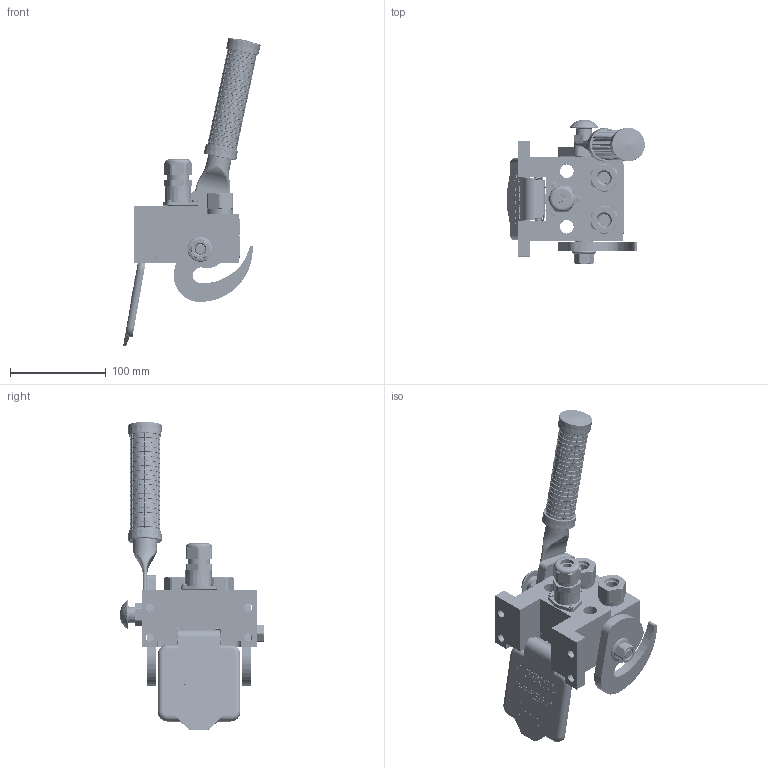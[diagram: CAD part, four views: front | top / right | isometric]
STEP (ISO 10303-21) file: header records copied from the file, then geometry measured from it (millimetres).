
FILE_DESCRIPTION (( 'STEP AP214' ), '1' );
FILE_NAME ('FASTER.step', '2023-08-15T12:33:13', ( '' ), ( '' ), 'SwSTEP 2.0', 'SolidWorks 2017', '' );
FILE_SCHEMA (( 'AUTOMOTIVE_DESIGN' ));
Length unit declared in the file: millimetre
Products named in the file (36): 4820_024_1003_000; 4830_044_0000_000; 4830_025_1000_000; 4830_025_0000_001; corpospel08-3f; CURS_MOLLA_38; 4820_024_1001_020; 4820_001_0001_004; 2ffnb38-38saef; A_2ffnb38-38saef; 4241_072_0000_200; 4820_024_1001_010; 4830_022_0000_011; 4820_020_0000_001; 4820_001_0004_000; 4830_025_2000_000; 4820_024_1001_021; sicura_p5; 0048_042_0412_000; 1540_080_0012_000; or1_5x7_m; 4820_024_1002_011; 4820_024_1003_000_ASM; 4830_001_0005_301; 4830_001_0005_300; conn_3p_f; or2x18; P306_F_BASE; 4830_046_0000_000; et011; 4132_072_0000_300; 4850_024_0000_012; FASTER; 4132_014_0000_000; 4830_070_0000_001
Assembly tree (39 placements, depth 4):
  FASTER
    P306_F_BASE
      4820_020_0000_001
      4820_001_0001_004
      4820_001_0004_000
      4830_001_0005_300
      4830_001_0005_301
      4830_025_1000_000
      4830_022_0000_011
      4830_070_0000_001
    conn_3p_f
      corpospel08-3f
      4830_044_0000_000  x3
      4830_046_0000_000
      4241_072_0000_200
    A_2ffnb38-38saef  x2
      CURS_MOLLA_38
        4132_072_0000_300
        4132_014_0000_000
      2ffnb38-38saef
        2ffnb38-38saef
    4820_024_1003_000
      4820_024_1003_000_ASM
        4820_024_1001_010
        4820_024_1001_021
        4820_024_1002_011
      sicura_p5
        4830_025_0000_001
        or1_5x7_m
        0048_042_0412_000
      4820_024_1001_020
      1540_080_0012_000
      4850_024_0000_012
      4830_025_2000_000
      or2x18  x2
    et011
Bounding box: 143.61 x 151.03 x 321.66 mm (x, y, z)
Volume: 183002 mm3; surface area: 250774.3 mm2
Topology: 31 solids, 74 shells, 5029 faces, 13580 edges, 8702 vertices
Faces by surface type: plane 2055, cylinder 1779, torus 631, bspline 270, cone 259, sphere 35
Entity records: 213302 total; most frequent: CARTESIAN_POINT 91009, ORIENTED_EDGE 24672, DIRECTION 21339, EDGE_CURVE 12704, VERTEX_POINT 8158, AXIS2_PLACEMENT_3D 7316, LINE 6707, VECTOR 6707
